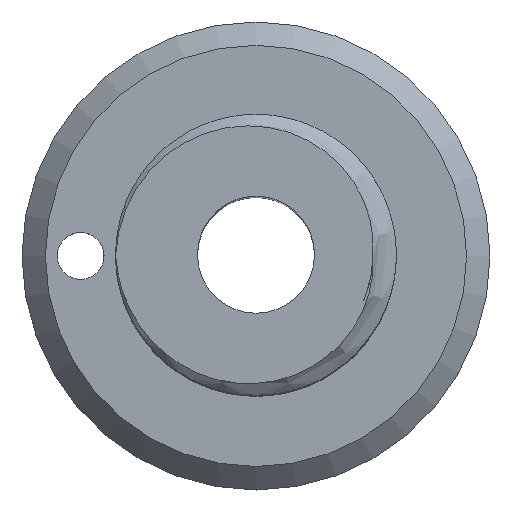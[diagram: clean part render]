
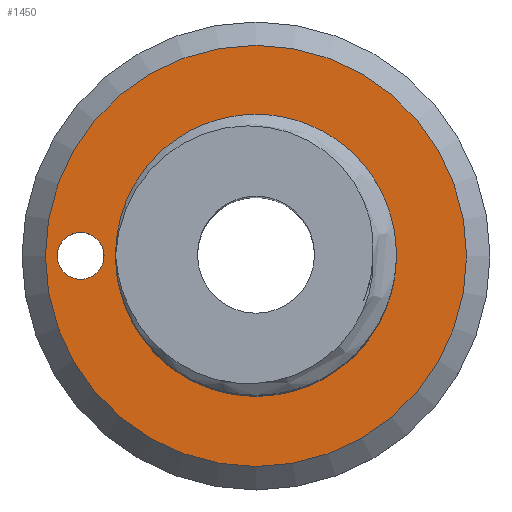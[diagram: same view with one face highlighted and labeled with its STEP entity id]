
A CAD part, top view. The second image highlights one B-rep face of the part: STEP entity #1450.
In plain terms, the highlighted planar face has unit normal (0, 0, 1).
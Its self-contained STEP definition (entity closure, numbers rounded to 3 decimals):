
#84=CARTESIAN_POINT('',(-6.493,0.,0.0));
#85=VERTEX_POINT('',#84);
#86=CARTESIAN_POINT('',(-7.493,0.0,0.0));
#87=DIRECTION('',(0.0,0.0,-1.0));
#88=DIRECTION('',(-1.0,0.0,0.0));
#89=AXIS2_PLACEMENT_3D('',#86,#87,#88);
#90=CIRCLE('',#89,1.0);
#91=EDGE_CURVE('',#85,#85,#90,.T.);
#950=CARTESIAN_POINT('',(-5.993,-0.292,0.0));
#951=VERTEX_POINT('',#950);
#1148=CARTESIAN_POINT('',(4.994,0.235,0.0));
#1149=VERTEX_POINT('',#1148);
#1150=CARTESIAN_POINT('',(4.994,0.235,0.));
#1151=CARTESIAN_POINT('',(5.024,-0.033,0.));
#1152=CARTESIAN_POINT('',(5.033,-0.302,0.));
#1153=CARTESIAN_POINT('',(5.019,-0.57,0.));
#1154=CARTESIAN_POINT('',(4.977,-1.419,0.));
#1155=CARTESIAN_POINT('',(4.714,-2.258,0.));
#1156=CARTESIAN_POINT('',(4.271,-2.983,0.));
#1157=CARTESIAN_POINT('',(3.814,-3.73,0.));
#1158=CARTESIAN_POINT('',(3.166,-4.36,0.));
#1159=CARTESIAN_POINT('',(2.404,-4.799,0.));
#1160=CARTESIAN_POINT('',(1.621,-5.252,0.));
#1161=CARTESIAN_POINT('',(0.724,-5.5,0.));
#1162=CARTESIAN_POINT('',(-0.178,-5.523,0.));
#1163=CARTESIAN_POINT('',(-1.106,-5.547,0.));
#1164=CARTESIAN_POINT('',(-2.042,-5.33,0.));
#1165=CARTESIAN_POINT('',(-2.868,-4.908,0.));
#1166=CARTESIAN_POINT('',(-3.717,-4.473,0.));
#1167=CARTESIAN_POINT('',(-4.456,-3.819,0.));
#1168=CARTESIAN_POINT('',(-4.995,-3.03,0.));
#1169=CARTESIAN_POINT('',(-5.548,-2.222,0.));
#1170=CARTESIAN_POINT('',(-5.893,-1.27,0.));
#1171=CARTESIAN_POINT('',(-5.993,-0.292,0.0));
#1172=B_SPLINE_CURVE_WITH_KNOTS('',3,(#1150,#1151,#1152,#1153,#1154,#1155,#1156,#1157,#1158,#1159,#1160,#1161,#1162,#1163,#1164,#1165,#1166,#1167,#1168,#1169,#1170,#1171),.UNSPECIFIED.,.F.,.U.,(4,3,3,3,3,3,3,4),(0.0,0.081,0.337,0.601,0.872,1.151,1.438,1.731),.UNSPECIFIED.);
#1173=EDGE_CURVE('',#1149,#951,#1172,.T.);
#1390=CARTESIAN_POINT('',(-9.,0.,0.0));
#1391=VERTEX_POINT('',#1390);
#1392=CARTESIAN_POINT('',(0.0,0.0,0.0));
#1393=DIRECTION('',(0.0,0.0,-1.0));
#1394=DIRECTION('',(1.0,0.0,0.0));
#1395=AXIS2_PLACEMENT_3D('',#1392,#1393,#1394);
#1396=CIRCLE('',#1395,9.);
#1397=EDGE_CURVE('',#1391,#1391,#1396,.T.);
#1402=CARTESIAN_POINT('',(0.,0.,0.0));
#1403=DIRECTION('',(0.0,0.0,1.0));
#1404=DIRECTION('',(1.0,0.0,0.0));
#1405=AXIS2_PLACEMENT_3D('',#1402,#1403,#1404);
#1406=PLANE('',#1405);
#1407=ORIENTED_EDGE('',*,*,#1397,.F.);
#1408=EDGE_LOOP('',(#1407));
#1409=FACE_OUTER_BOUND('',#1408,.T.);
#1410=ORIENTED_EDGE('',*,*,#91,.T.);
#1411=EDGE_LOOP('',(#1410));
#1412=FACE_BOUND('',#1411,.T.);
#1413=ORIENTED_EDGE('',*,*,#1173,.T.);
#1414=CARTESIAN_POINT('',(4.994,0.251,0.0));
#1415=VERTEX_POINT('',#1414);
#1416=CARTESIAN_POINT('',(-5.993,-0.292,0.));
#1417=CARTESIAN_POINT('',(-5.992,0.029,0.));
#1418=CARTESIAN_POINT('',(-5.965,0.348,0.));
#1419=CARTESIAN_POINT('',(-5.913,0.662,0.));
#1420=CARTESIAN_POINT('',(-5.753,1.621,0.));
#1421=CARTESIAN_POINT('',(-5.351,2.543,0.));
#1422=CARTESIAN_POINT('',(-4.753,3.309,0.));
#1423=CARTESIAN_POINT('',(-4.17,4.055,0.));
#1424=CARTESIAN_POINT('',(-3.401,4.655,0.));
#1425=CARTESIAN_POINT('',(-2.531,5.033,0.));
#1426=CARTESIAN_POINT('',(-1.684,5.4,0.));
#1427=CARTESIAN_POINT('',(-0.748,5.554,0.));
#1428=CARTESIAN_POINT('',(0.168,5.472,0.));
#1429=CARTESIAN_POINT('',(1.059,5.393,0.));
#1430=CARTESIAN_POINT('',(1.932,5.089,0.));
#1431=CARTESIAN_POINT('',(2.675,4.595,0.));
#1432=CARTESIAN_POINT('',(3.398,4.114,0.));
#1433=CARTESIAN_POINT('',(4.001,3.451,0.));
#1434=CARTESIAN_POINT('',(4.406,2.683,0.));
#1435=CARTESIAN_POINT('',(4.798,1.939,0.));
#1436=CARTESIAN_POINT('',(5.005,1.094,0.));
#1437=CARTESIAN_POINT('',(4.994,0.251,0.0));
#1438=B_SPLINE_CURVE_WITH_KNOTS('',3,(#1416,#1417,#1418,#1419,#1420,#1421,#1422,#1423,#1424,#1425,#1426,#1427,#1428,#1429,#1430,#1431,#1432,#1433,#1434,#1435,#1436,#1437),.UNSPECIFIED.,.F.,.U.,(4,3,3,3,3,3,3,4),(0.0,0.096,0.389,0.675,0.952,1.222,1.484,1.738),.UNSPECIFIED.);
#1439=EDGE_CURVE('',#951,#1415,#1438,.T.);
#1440=ORIENTED_EDGE('',*,*,#1439,.T.);
#1441=CARTESIAN_POINT('',(0.0,0.0,0.0));
#1442=DIRECTION('',(0.0,0.0,-1.0));
#1443=DIRECTION('',(-1.0,0.0,0.0));
#1444=AXIS2_PLACEMENT_3D('',#1441,#1442,#1443);
#1445=CIRCLE('',#1444,5.);
#1446=EDGE_CURVE('',#1415,#1149,#1445,.T.);
#1447=ORIENTED_EDGE('',*,*,#1446,.T.);
#1448=EDGE_LOOP('',(#1413,#1440,#1447));
#1449=FACE_BOUND('',#1448,.T.);
#1450=ADVANCED_FACE('',(#1409,#1412,#1449),#1406,.T.);
